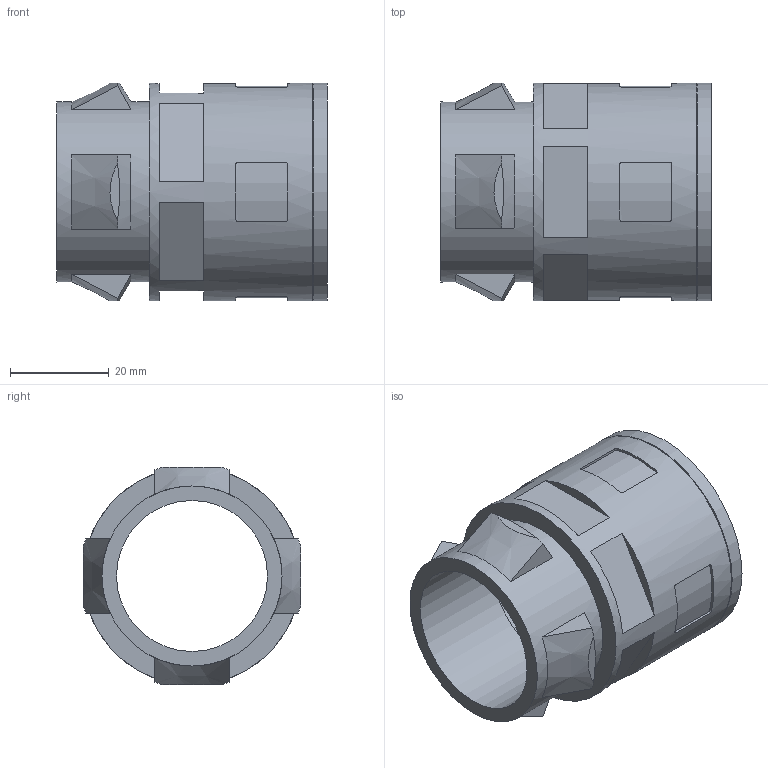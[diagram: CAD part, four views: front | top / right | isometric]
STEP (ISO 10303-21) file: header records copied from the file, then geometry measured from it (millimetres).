
FILE_DESCRIPTION( ( 'STEP AP203' ), '1' );
FILE_NAME( 'FLEXA RQG1-S 5020.082.229.stp', '2020-03-27T10:13:06', ( 'License CC BY-ND 4.0' ), ( 'CADENAS' ), ' ', 'PARTsolutions', ' ' );
FILE_SCHEMA( ( 'CONFIG_CONTROL_DESIGN' ) );
Length unit declared in the file: millimetre
Products named in the file (1): _FLEXA RQG1-S 5020.082.229
Bounding box: 54.7 x 44 x 44 mm (x, y, z)
Volume: 27352.6 mm3; surface area: 15291.4 mm2
Topology: 1 solids, 1 shells, 86 faces, 208 edges, 139 vertices
Faces by surface type: plane 52, cylinder 26, cone 8
Full cylindrical faces by diameter (mm): 30.5 x1, 34.5 x1, 36.4 x1, 43 x1, 44 x2
Entity records: 2632 total; most frequent: CARTESIAN_POINT 699, ORIENTED_EDGE 384, DIRECTION 366, EDGE_CURVE 192, AXIS2_PLACEMENT_3D 143, VERTEX_POINT 132, EDGE_LOOP 112, FACE_OUTER_BOUND 92
